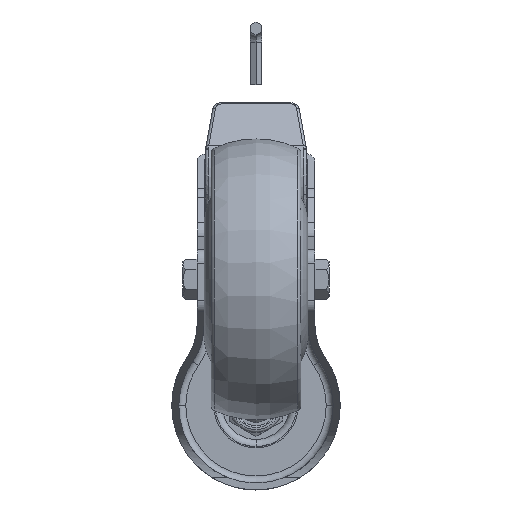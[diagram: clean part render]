
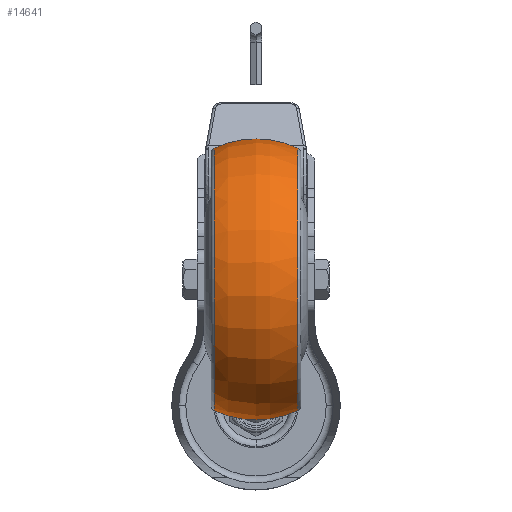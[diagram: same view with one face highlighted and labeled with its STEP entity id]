
A CAD part, front view. The second image highlights one B-rep face of the part: STEP entity #14641.
In plain terms, the highlighted toroidal (fillet/blend) face has major radius 15 mm and minor radius 35 mm.
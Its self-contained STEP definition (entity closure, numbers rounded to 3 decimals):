
#101 = ORIENTED_EDGE ( 'NONE', *, *, #18901, .F. ) ;
#133 = CIRCLE ( 'NONE', #5794, 46.694 ) ;
#1232 = CIRCLE ( 'NONE', #17419, 46.694 ) ;
#1317 = VERTEX_POINT ( 'NONE', #11500 ) ;
#1621 = CARTESIAN_POINT ( 'NONE',  ( 91.694, 10., -14.848 ) ) ;
#2181 = DIRECTION ( 'NONE',  ( 0., 0., -1. ) ) ;
#2489 = EDGE_CURVE ( 'NONE', #13327, #14582, #3129, .T. ) ;
#2493 = ORIENTED_EDGE ( 'NONE', *, *, #6661, .T. ) ;
#3129 = CIRCLE ( 'NONE', #8117, 35. ) ;
#4361 = AXIS2_PLACEMENT_3D ( 'NONE', #14760, #4465, #16781 ) ;
#4465 = DIRECTION ( 'NONE',  ( 0., 0., -1. ) ) ;
#4565 = DIRECTION ( 'NONE',  ( 0., 0., -1. ) ) ;
#5170 = EDGE_CURVE ( 'NONE', #1317, #6177, #13356, .T. ) ;
#5794 = AXIS2_PLACEMENT_3D ( 'NONE', #13847, #2181, #6417 ) ;
#5908 = TOROIDAL_SURFACE ( 'NONE', #4361, 15., 35. ) ;
#6177 = VERTEX_POINT ( 'NONE', #1621 ) ;
#6417 = DIRECTION ( 'NONE',  ( -1., 0., 0. ) ) ;
#6661 = EDGE_CURVE ( 'NONE', #1317, #13327, #1232, .T. ) ;
#7556 = CARTESIAN_POINT ( 'NONE',  ( 45., 10., 14.848 ) ) ;
#7798 = CARTESIAN_POINT ( 'NONE',  ( 60., 10., 0. ) ) ;
#8117 = AXIS2_PLACEMENT_3D ( 'NONE', #17478, #10272, #11750 ) ;
#8250 = DIRECTION ( 'NONE',  ( 0., 1., 0. ) ) ;
#8534 = CARTESIAN_POINT ( 'NONE',  ( -1.694, 10., 14.848 ) ) ;
#8898 = CARTESIAN_POINT ( 'NONE',  ( -1.694, 10., -14.848 ) ) ;
#10272 = DIRECTION ( 'NONE',  ( 0., -1., 0. ) ) ;
#11500 = CARTESIAN_POINT ( 'NONE',  ( 91.694, 10., 14.848 ) ) ;
#11504 = ORIENTED_EDGE ( 'NONE', *, *, #5170, .F. ) ;
#11750 = DIRECTION ( 'NONE',  ( 0., 0., -1. ) ) ;
#13327 = VERTEX_POINT ( 'NONE', #8534 ) ;
#13356 = CIRCLE ( 'NONE', #14365, 35. ) ;
#13451 = DIRECTION ( 'NONE',  ( -1., 0., 0. ) ) ;
#13847 = CARTESIAN_POINT ( 'NONE',  ( 45., 10., -14.848 ) ) ;
#13945 = ORIENTED_EDGE ( 'NONE', *, *, #2489, .T. ) ;
#14236 = EDGE_LOOP ( 'NONE', ( #11504, #2493, #13945, #101 ) ) ;
#14365 = AXIS2_PLACEMENT_3D ( 'NONE', #7798, #8250, #18479 ) ;
#14582 = VERTEX_POINT ( 'NONE', #8898 ) ;
#14641 = ADVANCED_FACE ( 'NONE', ( #16880 ), #5908, .T. ) ;
#14760 = CARTESIAN_POINT ( 'NONE',  ( 45., 10., 0. ) ) ;
#16781 = DIRECTION ( 'NONE',  ( -1., 0., 0. ) ) ;
#16880 = FACE_OUTER_BOUND ( 'NONE', #14236, .T. ) ;
#17419 = AXIS2_PLACEMENT_3D ( 'NONE', #7556, #4565, #13451 ) ;
#17478 = CARTESIAN_POINT ( 'NONE',  ( 30., 10., 0. ) ) ;
#18479 = DIRECTION ( 'NONE',  ( -1., 0., 0. ) ) ;
#18901 = EDGE_CURVE ( 'NONE', #6177, #14582, #133, .T. ) ;
